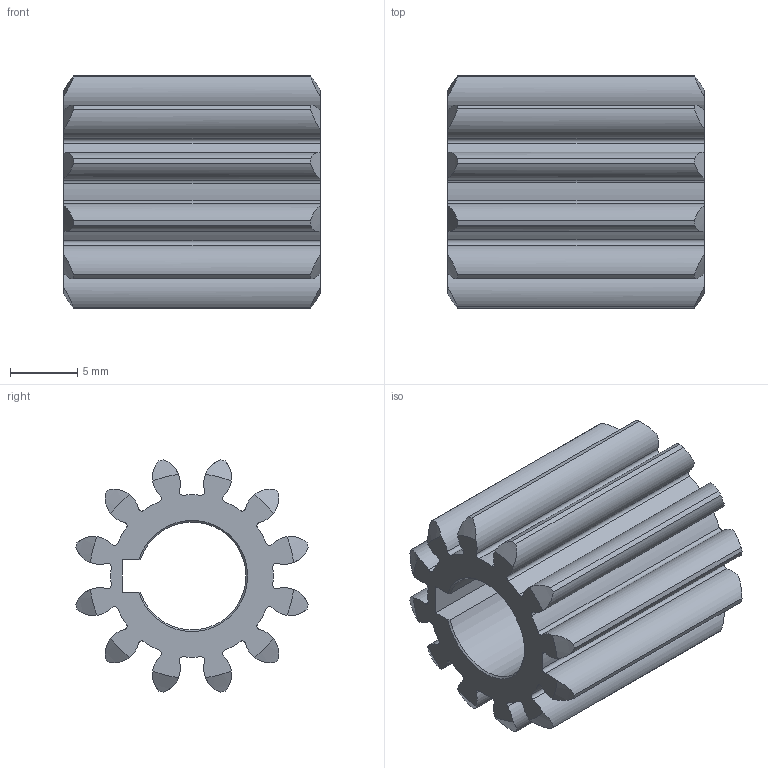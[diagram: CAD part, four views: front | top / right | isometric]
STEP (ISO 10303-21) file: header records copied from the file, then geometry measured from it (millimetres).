
FILE_DESCRIPTION((''),'2;1');
FILE_NAME('AM-0018.stp','2008-01-03T18:17:51',('Owner'),(''),'Autodesk Inventor (R) 6.0','Autodesk Inventor (R) 6.0','');
FILE_SCHEMA(('AUTOMOTIVE_DESIGN { 1 0 10303 214 1 1 1 1 }'));
Length unit declared in the file: inch
Products named in the file (1): AM-0018 CIM Gear 12T
Bounding box: 19.05 x 17.27 x 17.27 mm (x, y, z)
Volume: 2215.8 mm3; surface area: 2654.8 mm2
Topology: 1 solids, 1 shells, 107 faces, 313 edges, 208 vertices
Faces by surface type: cylinder 74, cone 28, plane 5
Entity records: 3912 total; most frequent: CARTESIAN_POINT 973, DIRECTION 653, ORIENTED_EDGE 626, EDGE_CURVE 313, AXIS2_PLACEMENT_3D 284, VERTEX_POINT 208, CIRCLE 176, EDGE_LOOP 109
